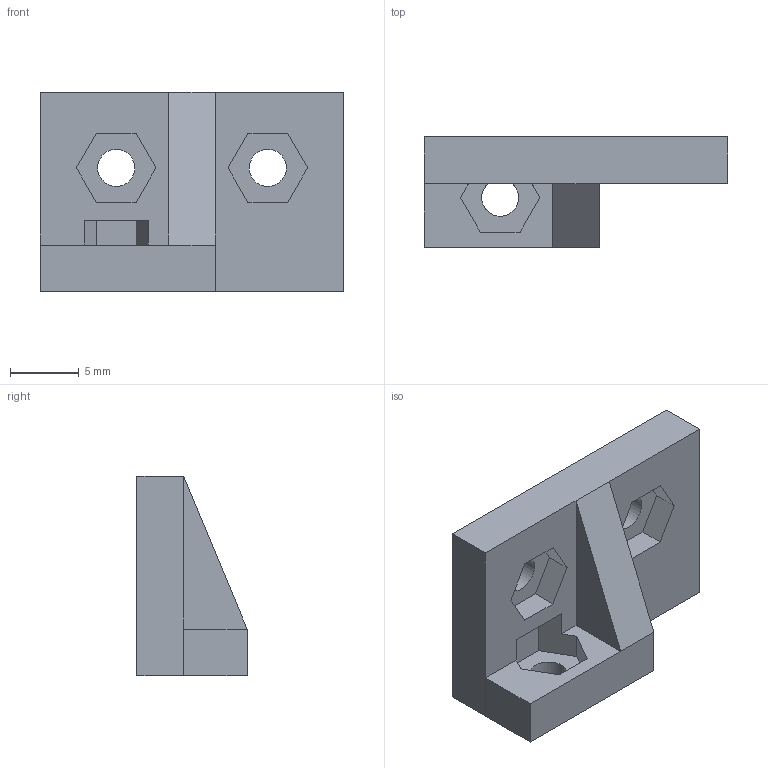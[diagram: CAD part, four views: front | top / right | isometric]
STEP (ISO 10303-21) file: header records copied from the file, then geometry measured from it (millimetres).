
FILE_DESCRIPTION(('FreeCAD Model'),'2;1');
FILE_NAME('Open CASCADE Shape Model','2023-10-06T16:35:24',(''),(''), 'Open CASCADE STEP processor 7.6','FreeCAD','Unknown');
FILE_SCHEMA(('AUTOMOTIVE_DESIGN { 1 0 10303 214 1 1 1 1 }'));
Length unit declared in the file: millimetre
Products named in the file (1): Left Hand Bracket
Bounding box: 22 x 8 x 14.5 mm (x, y, z)
Volume: 1215.5 mm3; surface area: 1187.1 mm2
Topology: 1 solids, 1 shells, 40 faces, 104 edges, 67 vertices
Faces by surface type: plane 37, cylinder 3
Full cylindrical faces by diameter (mm): 2.7 x3
Entity records: 1234 total; most frequent: CARTESIAN_POINT 212, ORIENTED_EDGE 208, DIRECTION 194, EDGE_CURVE 104, LINE 96, VECTOR 96, VERTEX_POINT 67, AXIS2_PLACEMENT_3D 49
